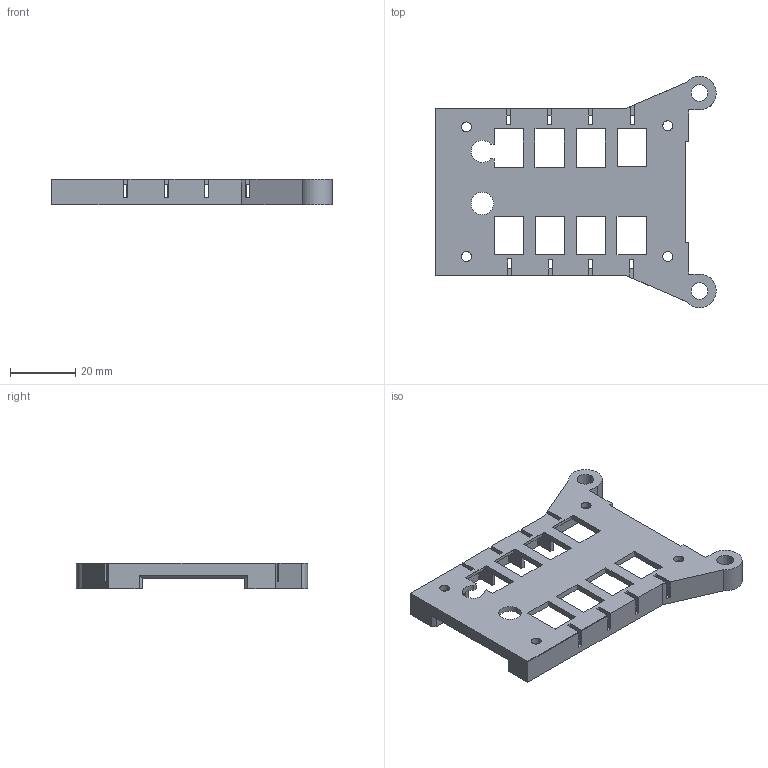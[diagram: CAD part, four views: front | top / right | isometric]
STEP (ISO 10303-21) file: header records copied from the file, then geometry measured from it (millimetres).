
FILE_DESCRIPTION(/* description */ (''),/* implementation_level */ '2;1');
FILE_NAME(/* name */ 'BYH_8CUE_V03_TOP.step',/* time_stamp */ '2025-05-29T21:18:53-07:00',/* author */ (''),/* organization */ (''),/* preprocessor_version */ 'ST-DEVELOPER v20.1',/* originating_system */ 'Autodesk Translation Framework v14.4.0.0',/* authorisation */ '');
FILE_SCHEMA (('AUTOMOTIVE_DESIGN { 1 0 10303 214 3 1 1 }'));
Length unit declared in the file: inch
Products named in the file (1): V01Cue8Top
Bounding box: 85.66 x 70.69 x 7.87 mm (x, y, z)
Volume: 10910.3 mm3; surface area: 11494 mm2
Topology: 1 solids, 1 shells, 156 faces, 508 edges, 338 vertices
Faces by surface type: plane 146, cylinder 10
Full cylindrical faces by diameter (mm): 3.048 x4, 5.08 x2, 6.892 x1
Entity records: 5603 total; most frequent: ORIENTED_EDGE 1016, CARTESIAN_POINT 1003, DIRECTION 842, EDGE_CURVE 508, LINE 488, VECTOR 488, VERTEX_POINT 338, EDGE_LOOP 186
